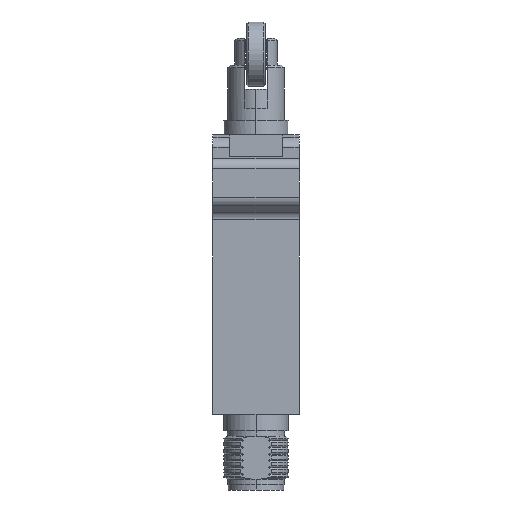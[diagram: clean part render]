
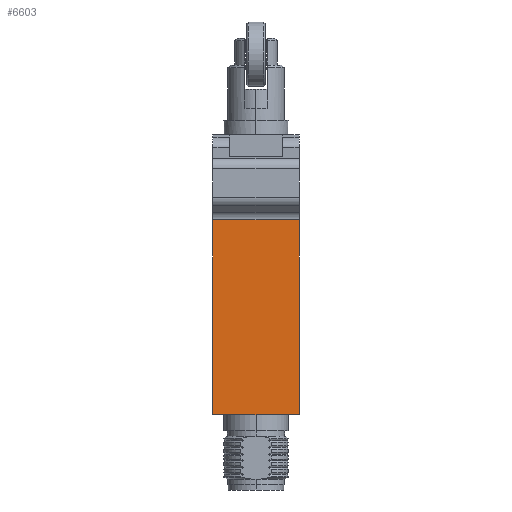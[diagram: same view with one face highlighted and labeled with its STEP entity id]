
A CAD part, left-side view. The second image highlights one B-rep face of the part: STEP entity #6603.
In plain terms, the highlighted planar face has unit normal (-1, 0, 0).
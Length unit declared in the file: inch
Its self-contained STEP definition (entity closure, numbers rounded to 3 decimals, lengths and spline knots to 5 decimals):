
#62 = VERTEX_POINT ( 'NONE', #4953 ) ;
#99 = ORIENTED_EDGE ( 'NONE', *, *, #4454, .T. ) ;
#1345 = DIRECTION ( 'NONE',  ( -1., 0., 0. ) ) ;
#1822 = DIRECTION ( 'NONE',  ( 0., -1., 0. ) ) ;
#1921 = VERTEX_POINT ( 'NONE', #6840 ) ;
#2060 = VERTEX_POINT ( 'NONE', #2958 ) ;
#2945 = FACE_OUTER_BOUND ( 'NONE', #8670, .T. ) ;
#2957 = LINE ( 'NONE', #6850, #8413 ) ;
#2958 = CARTESIAN_POINT ( 'NONE',  ( -0.59055, -0.62992, -1.69291 ) ) ;
#3048 = DIRECTION ( 'NONE',  ( 0., 0., -1. ) ) ;
#3692 = CARTESIAN_POINT ( 'NONE',  ( -0.59055, 0., -1.69291 ) ) ;
#3812 = ORIENTED_EDGE ( 'NONE', *, *, #5822, .T. ) ;
#4052 = DIRECTION ( 'NONE',  ( 0., 0., 1. ) ) ;
#4261 = VERTEX_POINT ( 'NONE', #3692 ) ;
#4454 = EDGE_CURVE ( 'NONE', #1921, #4261, #6999, .T. ) ;
#4497 = DIRECTION ( 'NONE',  ( 0., 0., -1. ) ) ;
#4584 = LINE ( 'NONE', #8657, #8329 ) ;
#4953 = CARTESIAN_POINT ( 'NONE',  ( -0.59055, -0.62992, -0.26687 ) ) ;
#5185 = CARTESIAN_POINT ( 'NONE',  ( -0.59055, 0., -1.69291 ) ) ;
#5447 = CARTESIAN_POINT ( 'NONE',  ( -0.59055, -0.62992, -1.69291 ) ) ;
#5822 = EDGE_CURVE ( 'NONE', #4261, #2060, #4584, .T. ) ;
#6172 = DIRECTION ( 'NONE',  ( 0., 1., 0. ) ) ;
#6402 = EDGE_CURVE ( 'NONE', #62, #1921, #2957, .T. ) ;
#6536 = ORIENTED_EDGE ( 'NONE', *, *, #8850, .F. ) ;
#6603 = ADVANCED_FACE ( 'NONE', ( #2945 ), #7052, .T. ) ;
#6797 = LINE ( 'NONE', #8606, #7762 ) ;
#6840 = CARTESIAN_POINT ( 'NONE',  ( -0.59055, 0., -0.26687 ) ) ;
#6850 = CARTESIAN_POINT ( 'NONE',  ( -0.59055, -0.62992, -0.26687 ) ) ;
#6999 = LINE ( 'NONE', #5185, #8605 ) ;
#7052 = PLANE ( 'NONE',  #7929 ) ;
#7762 = VECTOR ( 'NONE', #4497, 39.37008 ) ;
#7929 = AXIS2_PLACEMENT_3D ( 'NONE', #5447, #1345, #4052 ) ;
#7943 = ORIENTED_EDGE ( 'NONE', *, *, #6402, .T. ) ;
#8329 = VECTOR ( 'NONE', #1822, 39.37008 ) ;
#8413 = VECTOR ( 'NONE', #6172, 39.37008 ) ;
#8605 = VECTOR ( 'NONE', #3048, 39.37008 ) ;
#8606 = CARTESIAN_POINT ( 'NONE',  ( -0.59055, -0.62992, -1.69291 ) ) ;
#8657 = CARTESIAN_POINT ( 'NONE',  ( -0.59055, -0.31496, -1.69291 ) ) ;
#8670 = EDGE_LOOP ( 'NONE', ( #6536, #7943, #99, #3812 ) ) ;
#8850 = EDGE_CURVE ( 'NONE', #62, #2060, #6797, .T. ) ;
